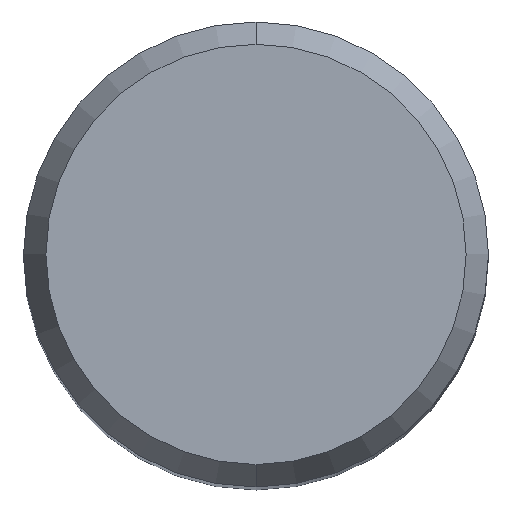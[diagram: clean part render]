
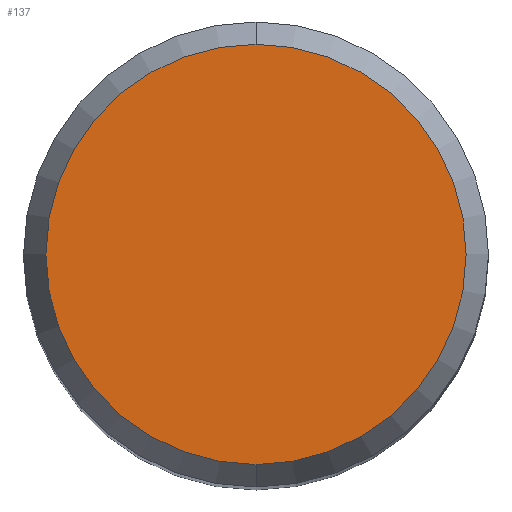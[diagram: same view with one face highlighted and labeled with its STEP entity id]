
A CAD part, top view. The second image highlights one B-rep face of the part: STEP entity #137.
In plain terms, the highlighted planar face has unit normal (0, 0, 1).
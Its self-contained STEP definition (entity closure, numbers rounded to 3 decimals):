
#113=VERTEX_POINT('',#267);
#137=ADVANCED_FACE('',(#295),#296,.T.);
#139=EDGE_CURVE('',#225,#113,#298,.T.);
#165=EDGE_CURVE('',#113,#225,#326,.T.);
#225=VERTEX_POINT('',#393);
#267=CARTESIAN_POINT('',(0.0,5.423,0.0));
#295=FACE_OUTER_BOUND('',#467,.T.);
#296=PLANE('',#468);
#298=CIRCLE('',#471,5.423);
#326=CIRCLE('',#510,5.423);
#393=CARTESIAN_POINT('',(0.,-5.423,0.0));
#467=EDGE_LOOP('',(#671,#672));
#468=AXIS2_PLACEMENT_3D('',#673,#674,#675);
#471=AXIS2_PLACEMENT_3D('',#676,#677,#678);
#510=AXIS2_PLACEMENT_3D('',#705,#706,#707);
#671=ORIENTED_EDGE('',*,*,#165,.F.);
#672=ORIENTED_EDGE('',*,*,#139,.F.);
#673=CARTESIAN_POINT('',(0.0,2.711,0.0));
#674=DIRECTION('',(-0.0,0.0,1.0));
#675=DIRECTION('',(0.0,-1.0,0.0));
#676=CARTESIAN_POINT('',(0.0,0.0,0.0));
#677=DIRECTION('',(0.0,0.0,-1.0));
#678=DIRECTION('',(0.0,1.0,0.0));
#705=CARTESIAN_POINT('',(0.0,0.0,0.0));
#706=DIRECTION('',(0.0,0.0,-1.0));
#707=DIRECTION('',(0.0,1.0,0.0));
